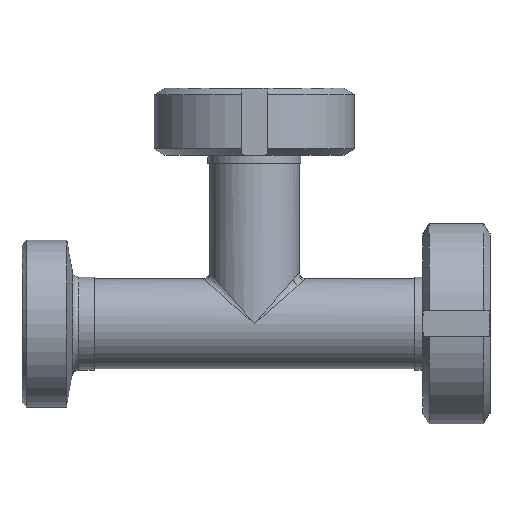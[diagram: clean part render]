
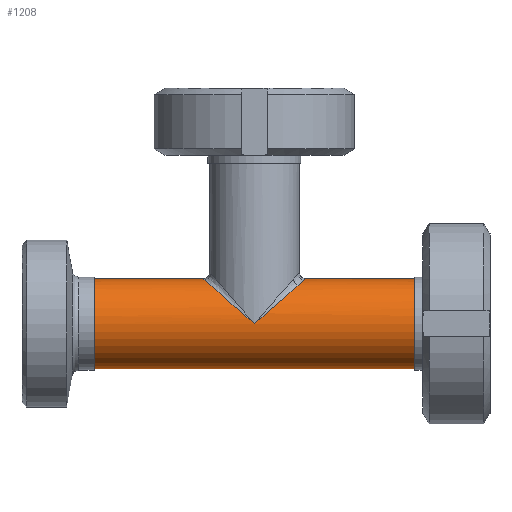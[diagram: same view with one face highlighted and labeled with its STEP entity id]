
A CAD part, front view. The second image highlights one B-rep face of the part: STEP entity #1208.
In plain terms, the highlighted cylindrical face has radius 14 mm (diameter 28 mm), a full revolution.
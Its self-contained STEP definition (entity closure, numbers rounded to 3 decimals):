
#914=CARTESIAN_POINT('',(0.0,14.,0.0));
#915=VERTEX_POINT('',#914);
#916=CARTESIAN_POINT('',(0.0,-14.,0.0));
#917=VERTEX_POINT('',#916);
#918=CARTESIAN_POINT('',(0.0,0.0,0.0));
#919=DIRECTION('',(0.659,0.0,0.753));
#920=DIRECTION('',(-0.753,0.0,0.659));
#921=AXIS2_PLACEMENT_3D('',#918,#919,#920);
#922=ELLIPSE('',#921,21.26,14.);
#923=EDGE_CURVE('',#915,#917,#922,.T.);
#1106=CARTESIAN_POINT('',(0.0,0.0,0.0));
#1107=DIRECTION('',(-0.659,0.0,0.753));
#1108=DIRECTION('',(0.753,0.0,0.659));
#1109=AXIS2_PLACEMENT_3D('',#1106,#1107,#1108);
#1110=ELLIPSE('',#1109,21.26,14.);
#1111=EDGE_CURVE('',#917,#915,#1110,.T.);
#1177=CARTESIAN_POINT('',(0.0,0.0,0.0));
#1178=DIRECTION('',(-1.0,0.0,0.0));
#1179=DIRECTION('',(0.0,-1.0,0.0));
#1180=AXIS2_PLACEMENT_3D('',#1177,#1178,#1179);
#1181=CYLINDRICAL_SURFACE('',#1180,14.);
#1182=CARTESIAN_POINT('',(-50.0,-14.,0.0));
#1183=VERTEX_POINT('',#1182);
#1184=CARTESIAN_POINT('',(-50.0,0.0,0.0));
#1185=DIRECTION('',(-1.0,0.0,0.0));
#1186=DIRECTION('',(0.0,-1.0,0.0));
#1187=AXIS2_PLACEMENT_3D('',#1184,#1185,#1186);
#1188=CIRCLE('',#1187,14.);
#1189=EDGE_CURVE('',#1183,#1183,#1188,.T.);
#1190=ORIENTED_EDGE('',*,*,#1189,.F.);
#1191=EDGE_LOOP('',(#1190));
#1192=FACE_OUTER_BOUND('',#1191,.T.);
#1193=ORIENTED_EDGE('',*,*,#923,.F.);
#1194=ORIENTED_EDGE('',*,*,#1111,.F.);
#1195=EDGE_LOOP('',(#1193,#1194));
#1196=FACE_BOUND('',#1195,.T.);
#1197=CARTESIAN_POINT('',(50.0,-14.,0.0));
#1198=VERTEX_POINT('',#1197);
#1199=CARTESIAN_POINT('',(50.0,0.0,0.0));
#1200=DIRECTION('',(-1.0,0.0,0.0));
#1201=DIRECTION('',(0.0,-1.0,0.0));
#1202=AXIS2_PLACEMENT_3D('',#1199,#1200,#1201);
#1203=CIRCLE('',#1202,14.);
#1204=EDGE_CURVE('',#1198,#1198,#1203,.T.);
#1205=ORIENTED_EDGE('',*,*,#1204,.T.);
#1206=EDGE_LOOP('',(#1205));
#1207=FACE_BOUND('',#1206,.T.);
#1208=ADVANCED_FACE('',(#1192,#1196,#1207),#1181,.T.);
